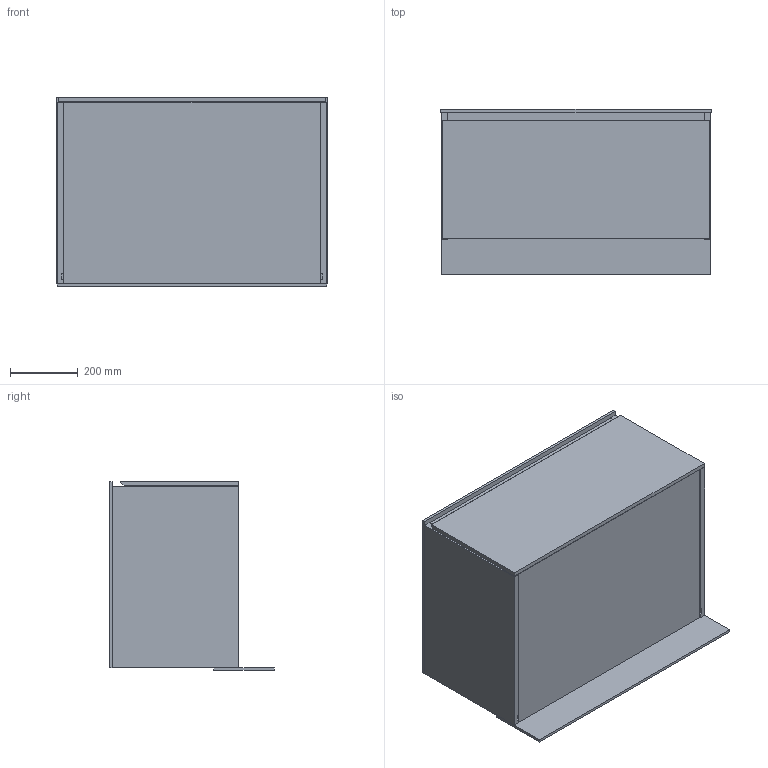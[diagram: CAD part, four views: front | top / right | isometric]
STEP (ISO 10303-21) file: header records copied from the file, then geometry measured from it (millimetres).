
FILE_DESCRIPTION (( 'STEP AP214' ), '1' );
FILE_NAME ('WP 800375-1AUSCU-A.STEP', '2020-07-21T08:36:01', ( 'User' ), ( '' ), 'SwSTEP 2.0', 'SolidWorks 2019', '' );
FILE_SCHEMA (( 'AUTOMOTIVE_DESIGN' ));
Length unit declared in the file: millimetre
Products named in the file (5): WP 800375-1AUSCU-A_wt_Mit Hahnloch ohne šberlauf; WP 800375-1AUSCU-A_wt; WP 800375-1AUSCU-A_us_Spanweiá lackiert<Wie bearbeitet>; WP 800375-1AUSCU-A_us; WP 800375-1AUSCU-A
Assembly tree (2 placements, depth 2):
  WP 800375-1AUSCU-A_wt
  WP 800375-1AUSCU-A_us
  WP 800375-1AUSCU-A
    WP 800375-1AUSCU-A_wt_Mit Hahnloch ohne šberlauf
    WP 800375-1AUSCU-A_us_Spanweiá lackiert<Wie bearbeitet>
Bounding box: 800 x 487.1 x 558 mm (x, y, z)
Volume: 38562759.2 mm3; surface area: 5505530.5 mm2
Topology: 19 solids, 19 shells, 188 faces, 446 edges, 297 vertices
Faces by surface type: plane 156, cylinder 22, bspline 10
Entity records: 58324 total; most frequent: CARTESIAN_POINT 53690, ORIENTED_EDGE 892, DIRECTION 823, EDGE_CURVE 446, LINE 375, VECTOR 375, VERTEX_POINT 297, AXIS2_PLACEMENT_3D 224
